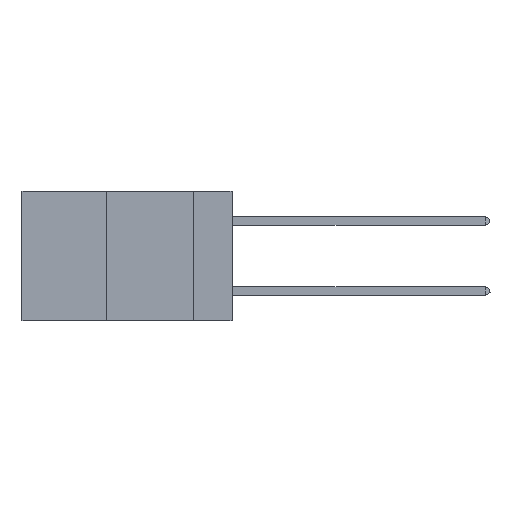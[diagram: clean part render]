
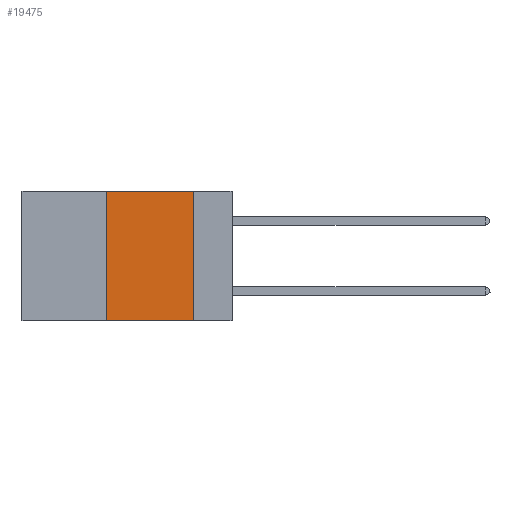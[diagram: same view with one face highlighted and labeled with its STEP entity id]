
A CAD part, left-side view. The second image highlights one B-rep face of the part: STEP entity #19475.
In plain terms, the highlighted planar face has unit normal (-1, 0, 0).
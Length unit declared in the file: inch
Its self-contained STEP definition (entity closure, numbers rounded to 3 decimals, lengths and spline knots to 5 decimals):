
#61 = ORIENTED_EDGE ( 'NONE', *, *, #11846, .F. ) ;
#1912 = EDGE_CURVE ( 'NONE', #23877, #25434, #28163, .T. ) ;
#2557 = FACE_OUTER_BOUND ( 'NONE', #34136, .T. ) ;
#2829 = ORIENTED_EDGE ( 'NONE', *, *, #39196, .T. ) ;
#4263 = CARTESIAN_POINT ( 'NONE',  ( 0., 0.6, -0.37 ) ) ;
#4470 = DIRECTION ( 'NONE',  ( 0., -1., 0. ) ) ;
#5025 = DIRECTION ( 'NONE',  ( 0., 0., 1. ) ) ;
#5571 = DIRECTION ( 'NONE',  ( 0., -1., 0. ) ) ;
#9964 = DIRECTION ( 'NONE',  ( 0., 0., -1. ) ) ;
#11045 = EDGE_CURVE ( 'NONE', #25434, #24887, #35246, .T. ) ;
#11348 = ORIENTED_EDGE ( 'NONE', *, *, #11045, .F. ) ;
#11846 = EDGE_CURVE ( 'NONE', #24887, #39668, #14796, .T. ) ;
#11999 = CARTESIAN_POINT ( 'NONE',  ( 0., 0.36, 0. ) ) ;
#13202 = VECTOR ( 'NONE', #5025, 39.37008 ) ;
#14796 = LINE ( 'NONE', #30521, #17426 ) ;
#17426 = VECTOR ( 'NONE', #28123, 39.37008 ) ;
#18223 = AXIS2_PLACEMENT_3D ( 'NONE', #23297, #26132, #9964 ) ;
#19203 = CARTESIAN_POINT ( 'NONE',  ( 0., 0.11, 0. ) ) ;
#19475 = ADVANCED_FACE ( 'NONE', ( #2557 ), #26340, .F. ) ;
#21730 = CARTESIAN_POINT ( 'NONE',  ( 0., 0.6, 0. ) ) ;
#23297 = CARTESIAN_POINT ( 'NONE',  ( 0., 0.6, 0. ) ) ;
#23877 = VERTEX_POINT ( 'NONE', #25419 ) ;
#24887 = VERTEX_POINT ( 'NONE', #19203 ) ;
#25419 = CARTESIAN_POINT ( 'NONE',  ( 0., 0.36, -0.37 ) ) ;
#25434 = VERTEX_POINT ( 'NONE', #26776 ) ;
#26132 = DIRECTION ( 'NONE',  ( 1., 0., 0. ) ) ;
#26340 = PLANE ( 'NONE',  #18223 ) ;
#26776 = CARTESIAN_POINT ( 'NONE',  ( 0., 0.36, 0. ) ) ;
#28123 = DIRECTION ( 'NONE',  ( 0., 0., -1. ) ) ;
#28163 = LINE ( 'NONE', #11999, #13202 ) ;
#30521 = CARTESIAN_POINT ( 'NONE',  ( 0., 0.11, 0. ) ) ;
#30913 = ORIENTED_EDGE ( 'NONE', *, *, #1912, .F. ) ;
#31474 = CARTESIAN_POINT ( 'NONE',  ( 0., 0.11, -0.37 ) ) ;
#34136 = EDGE_LOOP ( 'NONE', ( #61, #11348, #30913, #2829 ) ) ;
#35246 = LINE ( 'NONE', #21730, #41288 ) ;
#39196 = EDGE_CURVE ( 'NONE', #23877, #39668, #40903, .T. ) ;
#39668 = VERTEX_POINT ( 'NONE', #31474 ) ;
#40903 = LINE ( 'NONE', #4263, #41764 ) ;
#41288 = VECTOR ( 'NONE', #5571, 39.37008 ) ;
#41764 = VECTOR ( 'NONE', #4470, 39.37008 ) ;
